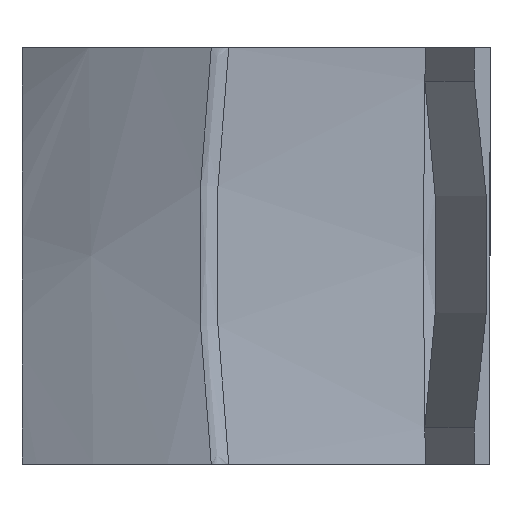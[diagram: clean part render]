
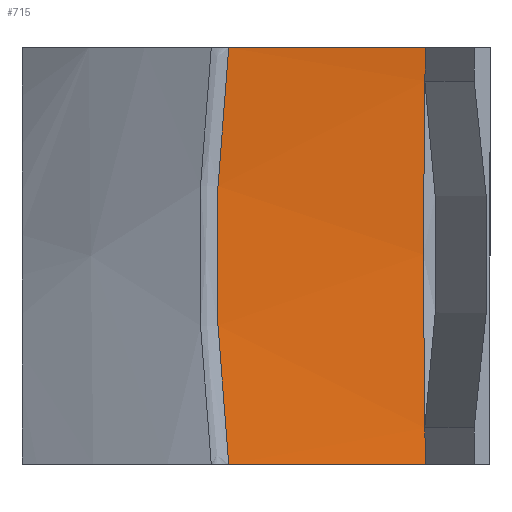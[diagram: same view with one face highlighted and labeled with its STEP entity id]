
A CAD part, left-side view. The second image highlights one B-rep face of the part: STEP entity #715.
In plain terms, the highlighted free-form (B-spline) face has degree [3, 1] with [4, 2] control points.
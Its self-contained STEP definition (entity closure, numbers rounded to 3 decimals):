
#2 = CARTESIAN_POINT ( 'NONE',  ( 56.271, -166.634, 0. ) ) ;
#20 = CARTESIAN_POINT ( 'NONE',  ( 42.467, -20.347, 19.462 ) ) ;
#24 = CARTESIAN_POINT ( 'NONE',  ( 42.414, -20.359, 0. ) ) ;
#45 = FACE_OUTER_BOUND ( 'NONE', #589, .T. ) ;
#63 = CARTESIAN_POINT ( 'NONE',  ( 41.948, -8.393, 13.344 ) ) ;
#65 = CARTESIAN_POINT ( 'NONE',  ( 41.52, -10.919, 0. ) ) ;
#78 = CARTESIAN_POINT ( 'NONE',  ( 42.414, -20.359, 20. ) ) ;
#79 = LINE ( 'NONE', #135, #203 ) ;
#88 = CARTESIAN_POINT ( 'NONE',  ( 42.571, -20.324, 1.752 ) ) ;
#96 = CARTESIAN_POINT ( 'NONE',  ( 42.471, -20.346, 0.584 ) ) ;
#109 = CARTESIAN_POINT ( 'NONE',  ( 41.668, -10.726, 1.656 ) ) ;
#110 = VERTEX_POINT ( 'NONE', #694 ) ;
#124 = EDGE_CURVE ( 'NONE', #619, #510, #319, .T. ) ;
#135 = CARTESIAN_POINT ( 'NONE',  ( 42.414, -20.359, 20. ) ) ;
#136 = VERTEX_POINT ( 'NONE', #703 ) ;
#141 = CARTESIAN_POINT ( 'NONE',  ( 42.515, -20.336, 18.923 ) ) ;
#156 = ORIENTED_EDGE ( 'NONE', *, *, #656, .F. ) ;
#172 = CARTESIAN_POINT ( 'NONE',  ( 43.014, -20.225, 12.853 ) ) ;
#183 = CARTESIAN_POINT ( 'NONE',  ( 42.414, -20.359, 0. ) ) ;
#203 = VECTOR ( 'NONE', #684, 1000. ) ;
#230 = CARTESIAN_POINT ( 'NONE',  ( 41.779, -10.58, 16.682 ) ) ;
#233 = CARTESIAN_POINT ( 'NONE',  ( 41.28, -8.393, 20. ) ) ;
#240 = CARTESIAN_POINT ( 'NONE',  ( 42.56, -20.326, 18.384 ) ) ;
#242 = CARTESIAN_POINT ( 'NONE',  ( 43.176, -21.363, 6.656 ) ) ;
#244 = DIRECTION ( 'NONE',  ( -0.094, 0.996, 0. ) ) ;
#272 =( BOUNDED_SURFACE ( )  B_SPLINE_SURFACE ( 3, 1, ( 
 ( #519, #233 ),
 ( #667, #63 ),
 ( #242, #533 ),
 ( #340, #764 ) ),
 .UNSPECIFIED., .F., .F., .T. ) 
 B_SPLINE_SURFACE_WITH_KNOTS ( ( 4, 4 ),
 ( 2, 2 ),
 ( 0., 1. ),
 ( 0., 1. ),
 .UNSPECIFIED. ) 
 GEOMETRIC_REPRESENTATION_ITEM ( )  RATIONAL_B_SPLINE_SURFACE ( (
 ( 1., 1.),
 ( 0.997, 0.997),
 ( 0.997, 0.997),
 ( 1., 1.) ) ) 
 REPRESENTATION_ITEM ( '' )  SURFACE ( )  );
#287 = CARTESIAN_POINT ( 'NONE',  ( 41.779, -10.58, 3.318 ) ) ;
#303 = CARTESIAN_POINT ( 'NONE',  ( 41.965, -10.338, 8.328 ) ) ;
#319 = B_SPLINE_CURVE_WITH_KNOTS ( 'NONE', 3,
 ( #393, #638, #96, #24 ),
 .UNSPECIFIED., .F., .F.,
 ( 4, 4 ),
 ( 0.018, 0.02 ),
 .UNSPECIFIED. ) ;
#340 = CARTESIAN_POINT ( 'NONE',  ( 42.509, -21.363, 0. ) ) ;
#349 = CARTESIAN_POINT ( 'NONE',  ( 41.668, -10.726, 18.344 ) ) ;
#354 = CARTESIAN_POINT ( 'NONE',  ( 42.571, -20.324, 1.752 ) ) ;
#355 = VERTEX_POINT ( 'NONE', #78 ) ;
#362 = CARTESIAN_POINT ( 'NONE',  ( 41.52, -10.919, 20. ) ) ;
#374 = EDGE_CURVE ( 'NONE', #510, #662, #606, .T. ) ;
#376 = ORIENTED_EDGE ( 'NONE', *, *, #374, .F. ) ;
#393 = CARTESIAN_POINT ( 'NONE',  ( 42.571, -20.324, 1.752 ) ) ;
#409 = CARTESIAN_POINT ( 'NONE',  ( 41.927, -10.386, 6.654 ) ) ;
#411 = B_SPLINE_CURVE_WITH_KNOTS ( 'NONE', 3,
 ( #430, #20, #141, #680 ),
 .UNSPECIFIED., .F., .F.,
 ( 4, 4 ),
 ( 0., 0.002 ),
 .UNSPECIFIED. ) ;
#430 = CARTESIAN_POINT ( 'NONE',  ( 42.414, -20.359, 20. ) ) ;
#459 = ORIENTED_EDGE ( 'NONE', *, *, #702, .T. ) ;
#466 = CARTESIAN_POINT ( 'NONE',  ( 43.018, -20.224, 7.283 ) ) ;
#499 = CARTESIAN_POINT ( 'NONE',  ( 41.52, -10.919, 0. ) ) ;
#510 = VERTEX_POINT ( 'NONE', #183 ) ;
#519 = CARTESIAN_POINT ( 'NONE',  ( 42.509, -21.363, 20. ) ) ;
#533 = CARTESIAN_POINT ( 'NONE',  ( 41.948, -8.393, 6.656 ) ) ;
#535 = B_SPLINE_CURVE_WITH_KNOTS ( 'NONE', 3,
 ( #362, #349, #230, #543, #666, #303, #409, #287, #109, #65 ),
 .UNSPECIFIED., .F., .F.,
 ( 4, 2, 2, 2, 4 ),
 ( 0., 0.005, 0.01, 0.015, 0.02 ),
 .UNSPECIFIED. ) ;
#543 = CARTESIAN_POINT ( 'NONE',  ( 41.927, -10.386, 13.346 ) ) ;
#572 = EDGE_CURVE ( 'NONE', #355, #136, #411, .T. ) ;
#589 = EDGE_LOOP ( 'NONE', ( #156, #639, #459, #598, #376, #645 ) ) ;
#598 = ORIENTED_EDGE ( 'NONE', *, *, #646, .T. ) ;
#606 = LINE ( 'NONE', #2, #724 ) ;
#619 = VERTEX_POINT ( 'NONE', #88 ) ;
#638 = CARTESIAN_POINT ( 'NONE',  ( 42.524, -20.335, 1.168 ) ) ;
#639 = ORIENTED_EDGE ( 'NONE', *, *, #572, .F. ) ;
#641 = B_SPLINE_CURVE_WITH_KNOTS ( 'NONE', 3,
 ( #240, #172, #466, #354 ),
 .UNSPECIFIED., .F., .F.,
 ( 4, 4 ),
 ( 0.002, 0.018 ),
 .UNSPECIFIED. ) ;
#645 = ORIENTED_EDGE ( 'NONE', *, *, #124, .F. ) ;
#646 = EDGE_CURVE ( 'NONE', #110, #662, #535, .T. ) ;
#656 = EDGE_CURVE ( 'NONE', #136, #619, #641, .T. ) ;
#662 = VERTEX_POINT ( 'NONE', #499 ) ;
#666 = CARTESIAN_POINT ( 'NONE',  ( 41.965, -10.338, 11.672 ) ) ;
#667 = CARTESIAN_POINT ( 'NONE',  ( 43.176, -21.363, 13.344 ) ) ;
#680 = CARTESIAN_POINT ( 'NONE',  ( 42.56, -20.326, 18.384 ) ) ;
#684 = DIRECTION ( 'NONE',  ( -0.094, 0.996, 0. ) ) ;
#694 = CARTESIAN_POINT ( 'NONE',  ( 41.52, -10.919, 20. ) ) ;
#702 = EDGE_CURVE ( 'NONE', #355, #110, #79, .T. ) ;
#703 = CARTESIAN_POINT ( 'NONE',  ( 42.56, -20.326, 18.384 ) ) ;
#715 = ADVANCED_FACE ( 'NONE', ( #45 ), #272, .F. ) ;
#724 = VECTOR ( 'NONE', #244, 1000. ) ;
#764 = CARTESIAN_POINT ( 'NONE',  ( 41.28, -8.393, 0. ) ) ;
